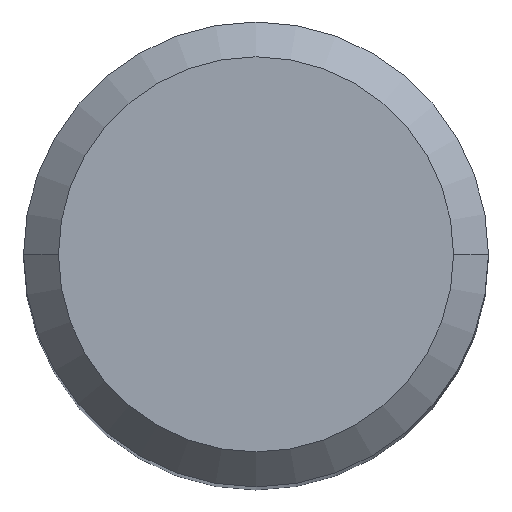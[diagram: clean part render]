
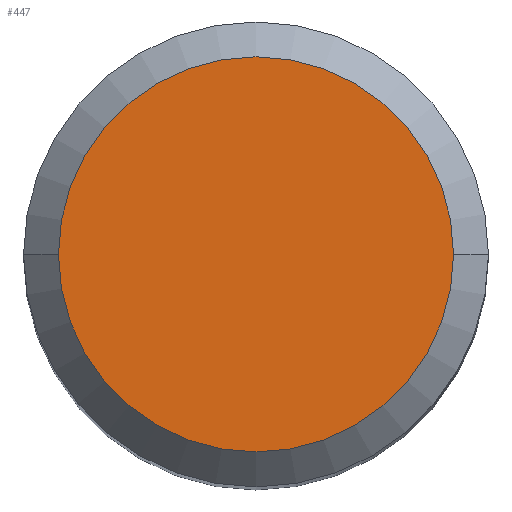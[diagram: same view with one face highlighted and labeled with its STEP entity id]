
A CAD part, top view. The second image highlights one B-rep face of the part: STEP entity #447.
In plain terms, the highlighted planar face has unit normal (0, 0, 1).
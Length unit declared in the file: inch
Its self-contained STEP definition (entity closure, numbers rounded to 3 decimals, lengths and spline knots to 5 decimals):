
#20 = DIRECTION ( 'NONE',  ( 0., 0., 1. ) ) ;
#58 = DIRECTION ( 'NONE',  ( 0., 0., 1. ) ) ;
#65 = PLANE ( 'NONE',  #271 ) ;
#92 = CIRCLE ( 'NONE', #231, 0.16732 ) ;
#97 = VERTEX_POINT ( 'NONE', #443 ) ;
#99 = EDGE_LOOP ( 'NONE', ( #403, #303 ) ) ;
#102 = CARTESIAN_POINT ( 'NONE',  ( 0., 0., 0. ) ) ;
#106 = DIRECTION ( 'NONE',  ( -1., 0., 0. ) ) ;
#134 = AXIS2_PLACEMENT_3D ( 'NONE', #102, #20, #217 ) ;
#144 = DIRECTION ( 'NONE',  ( 0., 0., -1. ) ) ;
#217 = DIRECTION ( 'NONE',  ( 1., 0., 0. ) ) ;
#231 = AXIS2_PLACEMENT_3D ( 'NONE', #281, #58, #356 ) ;
#234 = CARTESIAN_POINT ( 'NONE',  ( 0.16732, 0., 0. ) ) ;
#271 = AXIS2_PLACEMENT_3D ( 'NONE', #286, #144, #106 ) ;
#281 = CARTESIAN_POINT ( 'NONE',  ( 0., 0., 0. ) ) ;
#286 = CARTESIAN_POINT ( 'NONE',  ( 0., 0., 0. ) ) ;
#303 = ORIENTED_EDGE ( 'NONE', *, *, #441, .T. ) ;
#356 = DIRECTION ( 'NONE',  ( 1., 0., 0. ) ) ;
#387 = VERTEX_POINT ( 'NONE', #234 ) ;
#403 = ORIENTED_EDGE ( 'NONE', *, *, #436, .T. ) ;
#408 = FACE_OUTER_BOUND ( 'NONE', #99, .T. ) ;
#436 = EDGE_CURVE ( 'NONE', #97, #387, #461, .T. ) ;
#441 = EDGE_CURVE ( 'NONE', #387, #97, #92, .T. ) ;
#443 = CARTESIAN_POINT ( 'NONE',  ( -0.16732, 0., 0. ) ) ;
#447 = ADVANCED_FACE ( 'NONE', ( #408 ), #65, .F. ) ;
#461 = CIRCLE ( 'NONE', #134, 0.16732 ) ;
